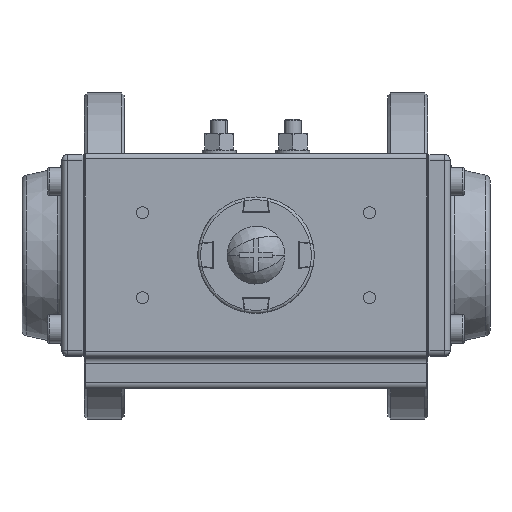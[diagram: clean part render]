
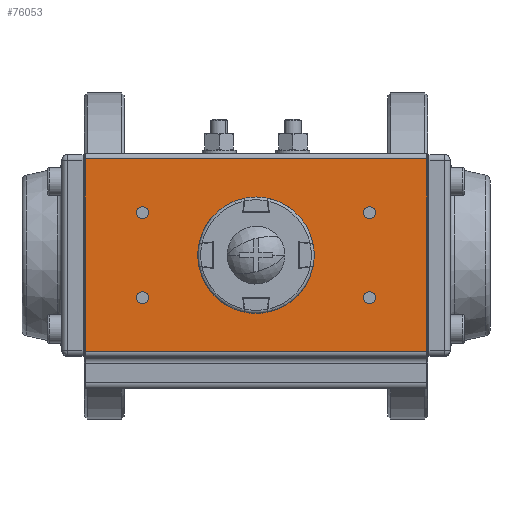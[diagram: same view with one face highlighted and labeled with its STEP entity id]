
A CAD part, top view. The second image highlights one B-rep face of the part: STEP entity #76053.
In plain terms, the highlighted planar face has unit normal (0, 0, 1).
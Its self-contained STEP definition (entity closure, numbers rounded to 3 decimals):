
#75914=CARTESIAN_POINT('',(-60.5,34.,148.));
#75915=DIRECTION('',(-0.,-0.,-1.));
#75916=DIRECTION('',(-0.,-1.,0.));
#75917=AXIS2_PLACEMENT_3D('',#75914,#75915,#75916);
#75918=PLANE('',#75917);
#75919=CARTESIAN_POINT('',(37.9,15.,148.));
#75920=VERTEX_POINT('',#75919);
#75921=CARTESIAN_POINT('',(42.1,15.,148.));
#75922=VERTEX_POINT('',#75921);
#75923=CARTESIAN_POINT('',(40.,15.,148.));
#75924=DIRECTION('',(0.,0.,1.));
#75925=DIRECTION('',(-1.,0.,0.));
#75926=AXIS2_PLACEMENT_3D('',#75923,#75924,#75925);
#75927=CIRCLE('',#75926,2.1);
#75928=EDGE_CURVE('NONE',#75920,#75922,#75927,.T.);
#75929=ORIENTED_EDGE('',*,*,#75928,.F.);
#75930=CARTESIAN_POINT('',(40.,15.,148.));
#75931=DIRECTION('',(0.,0.,1.));
#75932=DIRECTION('',(-1.,0.,0.));
#75933=AXIS2_PLACEMENT_3D('',#75930,#75931,#75932);
#75934=CIRCLE('',#75933,2.1);
#75935=EDGE_CURVE('NONE',#75922,#75920,#75934,.T.);
#75936=ORIENTED_EDGE('',*,*,#75935,.F.);
#75937=EDGE_LOOP('',(#75929,#75936));
#75938=FACE_BOUND('',#75937,.T.);
#75939=CARTESIAN_POINT('',(37.9,-15.,148.));
#75940=VERTEX_POINT('',#75939);
#75941=CARTESIAN_POINT('',(42.1,-15.,148.));
#75942=VERTEX_POINT('',#75941);
#75943=CARTESIAN_POINT('',(40.,-15.,148.));
#75944=DIRECTION('',(0.,0.,1.));
#75945=DIRECTION('',(-1.,0.,0.));
#75946=AXIS2_PLACEMENT_3D('',#75943,#75944,#75945);
#75947=CIRCLE('',#75946,2.1);
#75948=EDGE_CURVE('NONE',#75940,#75942,#75947,.T.);
#75949=ORIENTED_EDGE('',*,*,#75948,.F.);
#75950=CARTESIAN_POINT('',(40.,-15.,148.));
#75951=DIRECTION('',(0.,0.,1.));
#75952=DIRECTION('',(-1.,0.,0.));
#75953=AXIS2_PLACEMENT_3D('',#75950,#75951,#75952);
#75954=CIRCLE('',#75953,2.1);
#75955=EDGE_CURVE('NONE',#75942,#75940,#75954,.T.);
#75956=ORIENTED_EDGE('',*,*,#75955,.F.);
#75957=EDGE_LOOP('',(#75949,#75956));
#75958=FACE_BOUND('',#75957,.T.);
#75959=CARTESIAN_POINT('',(-60.279,-34.,148.));
#75960=VERTEX_POINT('',#75959);
#75961=CARTESIAN_POINT('',(60.279,-34.,148.));
#75962=VERTEX_POINT('',#75961);
#75963=CARTESIAN_POINT('',(-60.279,-34.,148.));
#75964=DIRECTION('',(1.,-0.,-0.));
#75965=VECTOR('',#75964,120.558);
#75966=LINE('',#75963,#75965);
#75967=EDGE_CURVE('',#75960,#75962,#75966,.T.);
#75968=ORIENTED_EDGE('',*,*,#75967,.T.);
#75969=CARTESIAN_POINT('',(60.279,34.,148.));
#75970=VERTEX_POINT('',#75969);
#75971=CARTESIAN_POINT('',(60.279,-34.,148.));
#75972=DIRECTION('',(0.,1.,-0.));
#75973=VECTOR('',#75972,68.);
#75974=LINE('',#75971,#75973);
#75975=EDGE_CURVE('',#75962,#75970,#75974,.T.);
#75976=ORIENTED_EDGE('',*,*,#75975,.T.);
#75977=CARTESIAN_POINT('',(-60.279,34.,148.));
#75978=VERTEX_POINT('',#75977);
#75979=CARTESIAN_POINT('',(-60.279,34.,148.));
#75980=DIRECTION('',(1.,-0.,-0.));
#75981=VECTOR('',#75980,120.558);
#75982=LINE('',#75979,#75981);
#75983=EDGE_CURVE('',#75978,#75970,#75982,.T.);
#75984=ORIENTED_EDGE('',*,*,#75983,.F.);
#75985=CARTESIAN_POINT('',(-60.279,34.,148.));
#75986=DIRECTION('',(-0.,-1.,0.));
#75987=VECTOR('',#75986,68.);
#75988=LINE('',#75985,#75987);
#75989=EDGE_CURVE('',#75978,#75960,#75988,.T.);
#75990=ORIENTED_EDGE('',*,*,#75989,.T.);
#75991=EDGE_LOOP('',(#75968,#75976,#75984,#75990));
#75992=FACE_BOUND('',#75991,.T.);
#75993=CARTESIAN_POINT('',(-42.1,15.,148.));
#75994=VERTEX_POINT('',#75993);
#75995=CARTESIAN_POINT('',(-37.9,15.,148.));
#75996=VERTEX_POINT('',#75995);
#75997=CARTESIAN_POINT('',(-40.,15.,148.));
#75998=DIRECTION('',(0.,0.,1.));
#75999=DIRECTION('',(-1.,0.,0.));
#76000=AXIS2_PLACEMENT_3D('',#75997,#75998,#75999);
#76001=CIRCLE('',#76000,2.1);
#76002=EDGE_CURVE('NONE',#75994,#75996,#76001,.T.);
#76003=ORIENTED_EDGE('',*,*,#76002,.F.);
#76004=CARTESIAN_POINT('',(-40.,15.,148.));
#76005=DIRECTION('',(0.,0.,1.));
#76006=DIRECTION('',(-1.,0.,0.));
#76007=AXIS2_PLACEMENT_3D('',#76004,#76005,#76006);
#76008=CIRCLE('',#76007,2.1);
#76009=EDGE_CURVE('NONE',#75996,#75994,#76008,.T.);
#76010=ORIENTED_EDGE('',*,*,#76009,.F.);
#76011=EDGE_LOOP('',(#76003,#76010));
#76012=FACE_BOUND('',#76011,.T.);
#76013=CARTESIAN_POINT('',(-42.1,-15.,148.));
#76014=VERTEX_POINT('',#76013);
#76015=CARTESIAN_POINT('',(-37.9,-15.,148.));
#76016=VERTEX_POINT('',#76015);
#76017=CARTESIAN_POINT('',(-40.,-15.,148.));
#76018=DIRECTION('',(0.,0.,1.));
#76019=DIRECTION('',(-1.,0.,0.));
#76020=AXIS2_PLACEMENT_3D('',#76017,#76018,#76019);
#76021=CIRCLE('',#76020,2.1);
#76022=EDGE_CURVE('NONE',#76014,#76016,#76021,.T.);
#76023=ORIENTED_EDGE('',*,*,#76022,.F.);
#76024=CARTESIAN_POINT('',(-40.,-15.,148.));
#76025=DIRECTION('',(0.,0.,1.));
#76026=DIRECTION('',(-1.,0.,0.));
#76027=AXIS2_PLACEMENT_3D('',#76024,#76025,#76026);
#76028=CIRCLE('',#76027,2.1);
#76029=EDGE_CURVE('NONE',#76016,#76014,#76028,.T.);
#76030=ORIENTED_EDGE('',*,*,#76029,.F.);
#76031=EDGE_LOOP('',(#76023,#76030));
#76032=FACE_BOUND('',#76031,.T.);
#76033=CARTESIAN_POINT('',(-9.,0.,148.));
#76034=VERTEX_POINT('',#76033);
#76035=CARTESIAN_POINT('',(9.,0.,148.));
#76036=VERTEX_POINT('',#76035);
#76037=CARTESIAN_POINT('',(-0.,0.,148.));
#76038=DIRECTION('',(-0.,-0.,-1.));
#76039=DIRECTION('',(-0.,-1.,0.));
#76040=AXIS2_PLACEMENT_3D('',#76037,#76038,#76039);
#76041=CIRCLE('',#76040,9.);
#76042=EDGE_CURVE('',#76034,#76036,#76041,.T.);
#76043=ORIENTED_EDGE('',*,*,#76042,.T.);
#76044=CARTESIAN_POINT('',(-0.,0.,148.));
#76045=DIRECTION('',(-0.,-0.,-1.));
#76046=DIRECTION('',(-0.,-1.,0.));
#76047=AXIS2_PLACEMENT_3D('',#76044,#76045,#76046);
#76048=CIRCLE('',#76047,9.);
#76049=EDGE_CURVE('',#76036,#76034,#76048,.T.);
#76050=ORIENTED_EDGE('',*,*,#76049,.T.);
#76051=EDGE_LOOP('',(#76043,#76050));
#76052=FACE_BOUND('',#76051,.T.);
#76053=ADVANCED_FACE('',(#75938,#75958,#75992,#76012,#76032,#76052),#75918,.F.);
